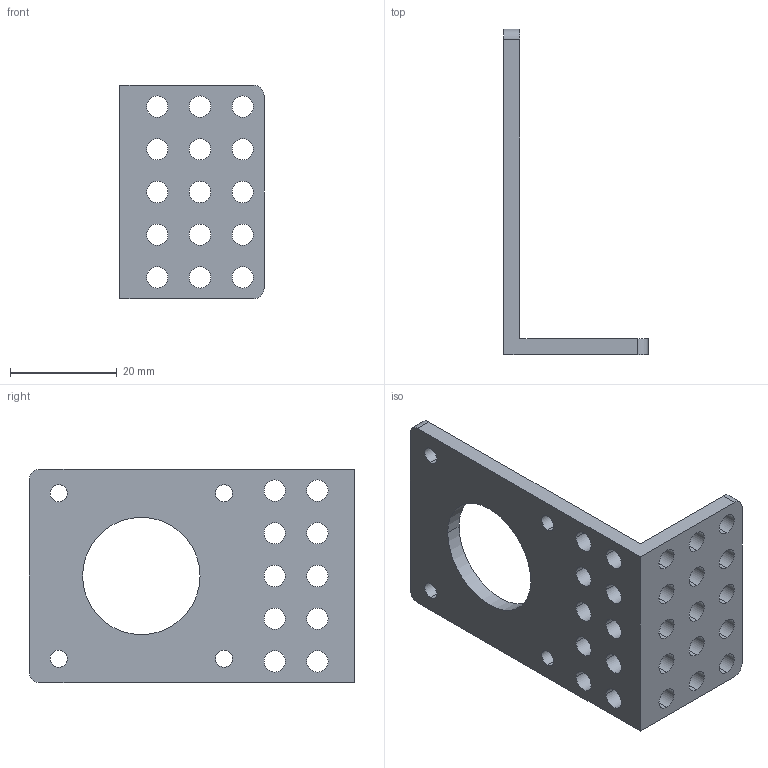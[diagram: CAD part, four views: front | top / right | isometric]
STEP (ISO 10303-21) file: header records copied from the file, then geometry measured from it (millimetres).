
FILE_DESCRIPTION (( 'STEP AP214' ), '1' );
FILE_NAME ('42BYG Stepper Motor Bracket 祭輛萇儂盓殤.step', '2016-10-28T07:03:29', ( 'dell' ), ( '' ), 'SwSTEP 2.0', 'SolidWorks 2013', '' );
FILE_SCHEMA (( 'AUTOMOTIVE_DESIGN' ));
Length unit declared in the file: millimetre
Products named in the file (1): 42BYG Stepper Motor Bracket 祭輛萇儂盓殤
Bounding box: 27 x 61 x 40 mm (x, y, z)
Volume: 8010.3 mm3; surface area: 7350.4 mm2
Topology: 1 solids, 1 shells, 72 faces, 210 edges, 140 vertices
Faces by surface type: cylinder 64, plane 8
Entity records: 2616 total; most frequent: DIRECTION 484, CARTESIAN_POINT 423, ORIENTED_EDGE 420, EDGE_CURVE 210, AXIS2_PLACEMENT_3D 201, VERTEX_POINT 140, EDGE_LOOP 132, CIRCLE 128
